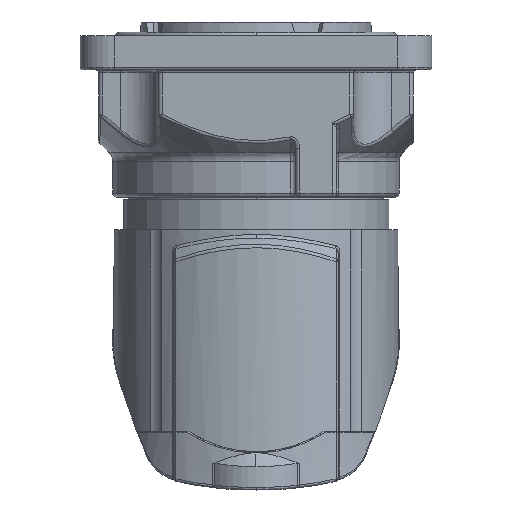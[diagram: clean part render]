
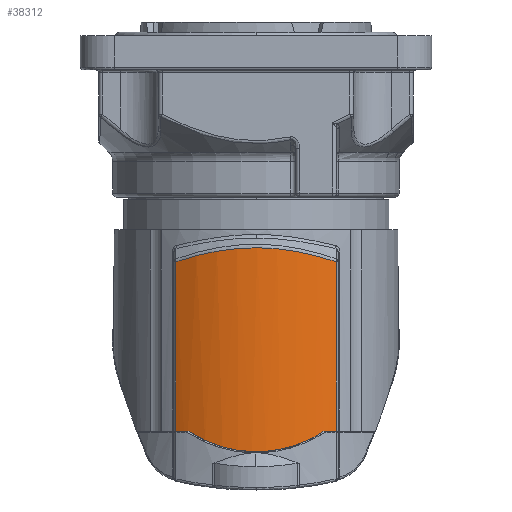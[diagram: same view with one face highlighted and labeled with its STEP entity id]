
A CAD part, front view. The second image highlights one B-rep face of the part: STEP entity #38312.
In plain terms, the highlighted cylindrical face has radius 11.484 mm (diameter 22.967 mm), a partial arc.
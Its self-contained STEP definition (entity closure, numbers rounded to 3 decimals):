
#12909=CARTESIAN_POINT('',(-5.853,-29.88,
5.578));
#12910=CARTESIAN_POINT('',(-5.622,-30.017,
5.653));
#12911=CARTESIAN_POINT('',(-5.158,-30.27,
5.798));
#12912=CARTESIAN_POINT('',(-4.454,-30.594,
5.998));
#12913=CARTESIAN_POINT('',(-3.753,-30.861,
6.171));
#12914=CARTESIAN_POINT('',(-3.06,-31.076,
6.315));
#12915=CARTESIAN_POINT('',(-2.372,-31.243,
6.431));
#12916=CARTESIAN_POINT('',(-1.689,-31.366,
6.517));
#12917=CARTESIAN_POINT('',(-1.011,-31.446,
6.574));
#12918=CARTESIAN_POINT('',(-0.336,-31.485,
6.602));
#12919=CARTESIAN_POINT('',(0.339,-31.485,
6.602));
#12920=CARTESIAN_POINT('',(1.015,-31.445,
6.574));
#12921=CARTESIAN_POINT('',(1.693,-31.365,
6.516));
#12922=CARTESIAN_POINT('',(2.375,-31.243,
6.43));
#12923=CARTESIAN_POINT('',(3.062,-31.076,
6.315));
#12924=CARTESIAN_POINT('',(3.756,-30.86,
6.17));
#12925=CARTESIAN_POINT('',(4.456,-30.593,
5.997));
#12926=CARTESIAN_POINT('',(5.158,-30.27,
5.798));
#12927=CARTESIAN_POINT('',(5.622,-30.017,
5.653));
#12928=CARTESIAN_POINT('',(5.853,-29.88,
5.578));
#12930=DIRECTION('',(0.,0.,-1.));
#12931=VECTOR('',#12930,12.378);
#12932=CARTESIAN_POINT('',(5.853,-29.88,
5.578));
#12933=LINE('',#12932,#12931);
#12934=CARTESIAN_POINT('',(0.,-20.,-6.8));
#12935=DIRECTION('',(0.,0.,1.));
#12936=DIRECTION('',(0.433,-0.901,0.));
#12937=AXIS2_PLACEMENT_3D('',#12934,#12935,#12936);
#12939=CARTESIAN_POINT('',(-4.97,-30.352,-6.8));
#12940=CARTESIAN_POINT('',(-4.791,-30.438,
-6.919));
#12941=CARTESIAN_POINT('',(-4.431,-30.6,
-7.139));
#12942=CARTESIAN_POINT('',(-3.884,-30.812,
-7.425));
#12943=CARTESIAN_POINT('',(-3.333,-30.994,
-7.666));
#12944=CARTESIAN_POINT('',(-2.778,-31.148,
-7.866));
#12945=CARTESIAN_POINT('',(-2.223,-31.271,
-8.027));
#12946=CARTESIAN_POINT('',(-1.666,-31.367,
-8.15));
#12947=CARTESIAN_POINT('',(-1.111,-31.434,
-8.237));
#12948=CARTESIAN_POINT('',(-0.555,-31.475,
-8.289));
#12949=CARTESIAN_POINT('',(0.,-31.488,
-8.306));
#12950=CARTESIAN_POINT('',(0.555,-31.475,
-8.289));
#12951=CARTESIAN_POINT('',(1.111,-31.434,
-8.237));
#12952=CARTESIAN_POINT('',(1.666,-31.367,
-8.15));
#12953=CARTESIAN_POINT('',(2.223,-31.271,
-8.027));
#12954=CARTESIAN_POINT('',(2.778,-31.148,
-7.866));
#12955=CARTESIAN_POINT('',(3.333,-30.994,
-7.666));
#12956=CARTESIAN_POINT('',(3.884,-30.812,
-7.425));
#12957=CARTESIAN_POINT('',(4.431,-30.6,
-7.139));
#12958=CARTESIAN_POINT('',(4.791,-30.438,
-6.919));
#12959=CARTESIAN_POINT('',(4.97,-30.352,-6.8));
#12961=CARTESIAN_POINT('',(0.,-20.,-6.8));
#12962=DIRECTION('',(0.,0.,1.));
#12963=DIRECTION('',(-0.51,-0.86,0.));
#12964=AXIS2_PLACEMENT_3D('',#12961,#12962,#12963);
#12981=DIRECTION('',(0.,0.,-1.));
#12982=VECTOR('',#12981,12.378);
#12983=CARTESIAN_POINT('',(-5.853,-29.88,
5.578));
#12984=LINE('',#12983,#12982);
#18574=VERTEX_POINT('',#12939);
#18575=VERTEX_POINT('',#12959);
#18613=CARTESIAN_POINT('',(5.853,-29.88,-6.8));
#18615=VERTEX_POINT('',#18613);
#18616=CARTESIAN_POINT('',(-5.853,-29.88,-6.8));
#18618=VERTEX_POINT('',#18616);
#18695=CARTESIAN_POINT('',(-5.853,-29.88,
5.578));
#18696=VERTEX_POINT('',#18695);
#18698=VERTEX_POINT('',#12928);
#38297=CARTESIAN_POINT('',(0.,-20.,-17.15));
#38298=DIRECTION('',(0.,0.,1.));
#38299=DIRECTION('',(0.,1.,0.));
#38300=AXIS2_PLACEMENT_3D('',#38297,#38298,#38299);
#38301=CYLINDRICAL_SURFACE('',#38300,11.484);
#38303=ORIENTED_EDGE('',*,*,#38302,.T.);
#38304=ORIENTED_EDGE('',*,*,#38292,.T.);
#38305=ORIENTED_EDGE('',*,*,#24614,.F.);
#38306=ORIENTED_EDGE('',*,*,#24645,.F.);
#38307=ORIENTED_EDGE('',*,*,#24684,.F.);
#38309=ORIENTED_EDGE('',*,*,#38308,.F.);
#38310=EDGE_LOOP('',(#38303,#38304,#38305,#38306,#38307,#38309));
#38311=FACE_OUTER_BOUND('',#38310,.F.);
#38312=ADVANCED_FACE('',(#38311),#38301,.T.);
#12929=B_SPLINE_CURVE_WITH_KNOTS('',3,(#12909,#12910,#12911,#12912,#12913,
#12914,#12915,#12916,#12917,#12918,#12919,#12920,#12921,#12922,#12923,#12924,
#12925,#12926,#12927,#12928),.UNSPECIFIED.,.F.,.F.,(4,1,1,1,1,1,1,1,1,1,1,1,1,1,
1,1,1,4),(0.,0.059,0.118,0.176,
0.235,0.294,0.353,0.412,
0.471,0.529,0.588,0.647,
0.706,0.765,0.824,0.882,
0.941,1.),.UNSPECIFIED.);
#12938=CIRCLE('',#12937,11.484);
#12960=B_SPLINE_CURVE_WITH_KNOTS('',3,(#12939,#12940,#12941,#12942,#12943,
#12944,#12945,#12946,#12947,#12948,#12949,#12950,#12951,#12952,#12953,#12954,
#12955,#12956,#12957,#12958,#12959),.UNSPECIFIED.,.F.,.F.,(4,1,1,1,1,1,1,1,1,1,
1,1,1,1,1,1,1,1,4),(0.,0.056,0.111,0.167,
0.222,0.278,0.333,0.389,
0.444,0.5,0.556,0.611,0.667,
0.722,0.778,0.833,0.889,
0.944,1.),.UNSPECIFIED.);
#12965=CIRCLE('',#12964,11.484);
#24614=EDGE_CURVE('',#18575,#18615,#12938,.T.);
#24645=EDGE_CURVE('',#18574,#18575,#12960,.T.);
#24684=EDGE_CURVE('',#18618,#18574,#12965,.T.);
#38292=EDGE_CURVE('',#18698,#18615,#12933,.T.);
#38302=EDGE_CURVE('',#18696,#18698,#12929,.T.);
#38308=EDGE_CURVE('',#18696,#18618,#12984,.T.);
